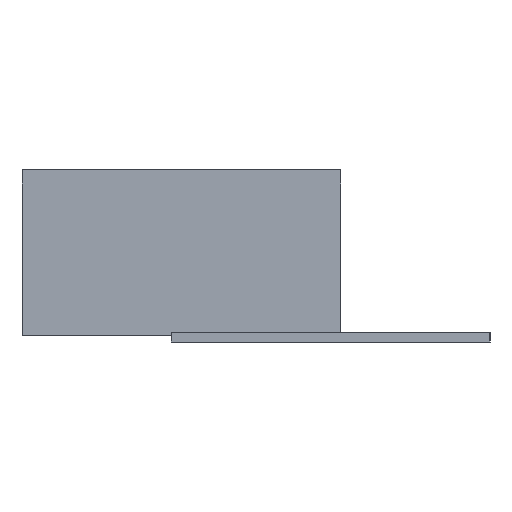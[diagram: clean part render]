
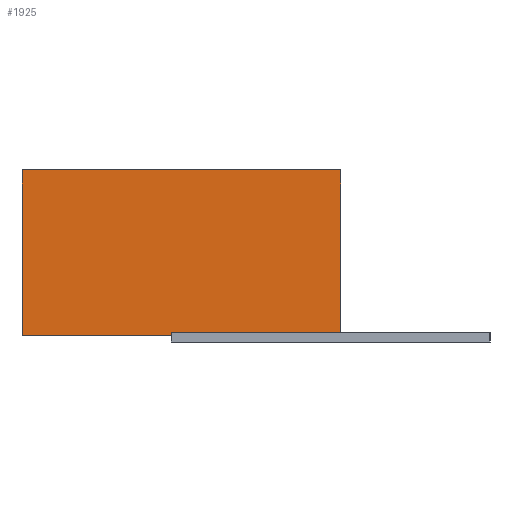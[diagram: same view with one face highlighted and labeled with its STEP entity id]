
A CAD part, left-side view. The second image highlights one B-rep face of the part: STEP entity #1925.
In plain terms, the highlighted planar face has unit normal (-1, 0, 0).
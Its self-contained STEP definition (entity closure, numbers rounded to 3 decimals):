
#203=LINE('',#3007,#411);
#204=LINE('',#3010,#412);
#205=LINE('',#3012,#413);
#206=LINE('',#3013,#414);
#411=VECTOR('',#2459,10.);
#412=VECTOR('',#2462,10.);
#413=VECTOR('',#2463,10.);
#414=VECTOR('',#2464,10.);
#567=FACE_OUTER_BOUND('',#685,.T.);
#685=EDGE_LOOP('',(#1523,#1524,#1525,#1526));
#911=VERTEX_POINT('',#3000);
#914=VERTEX_POINT('',#3005);
#915=VERTEX_POINT('',#3009);
#916=VERTEX_POINT('',#3011);
#1142=EDGE_CURVE('',#911,#914,#203,.T.);
#1143=EDGE_CURVE('',#911,#915,#204,.T.);
#1144=EDGE_CURVE('',#916,#914,#205,.T.);
#1145=EDGE_CURVE('',#915,#916,#206,.T.);
#1523=ORIENTED_EDGE('',*,*,#1143,.F.);
#1524=ORIENTED_EDGE('',*,*,#1142,.T.);
#1525=ORIENTED_EDGE('',*,*,#1144,.F.);
#1526=ORIENTED_EDGE('',*,*,#1145,.F.);
#1834=PLANE('',#2084);
#1925=ADVANCED_FACE('',(#567),#1834,.T.);
#2084=AXIS2_PLACEMENT_3D('',#3008,#2460,#2461);
#2459=DIRECTION('',(0.,0.,1.));
#2460=DIRECTION('center_axis',(-1.,0.,0.));
#2461=DIRECTION('ref_axis',(0.,-1.,0.));
#2462=DIRECTION('',(0.,1.,0.));
#2463=DIRECTION('',(0.,-1.,0.));
#2464=DIRECTION('',(0.,0.,1.));
#3000=CARTESIAN_POINT('',(93.433,4.757,2.));
#3005=CARTESIAN_POINT('',(93.433,4.757,54.));
#3007=CARTESIAN_POINT('',(93.433,4.757,2.));
#3008=CARTESIAN_POINT('Origin',(93.433,104.757,2.));
#3009=CARTESIAN_POINT('',(93.433,104.757,2.));
#3010=CARTESIAN_POINT('',(93.433,94.757,2.));
#3011=CARTESIAN_POINT('',(93.433,104.757,54.));
#3012=CARTESIAN_POINT('',(93.433,94.757,54.));
#3013=CARTESIAN_POINT('',(93.433,104.757,2.));
